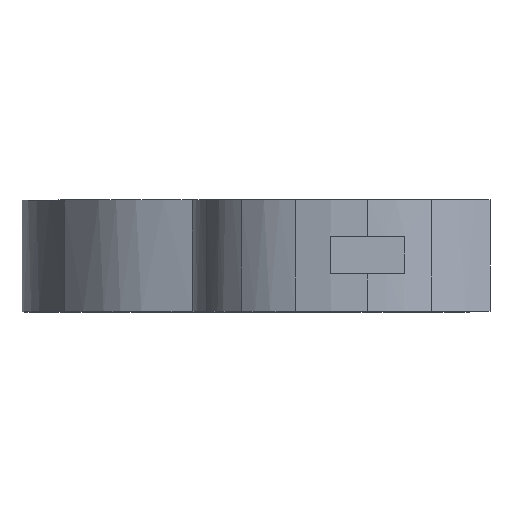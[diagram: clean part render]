
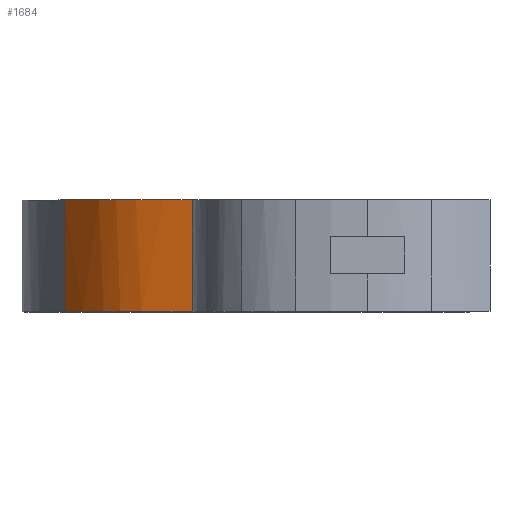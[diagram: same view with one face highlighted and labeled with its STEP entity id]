
A CAD part, top view. The second image highlights one B-rep face of the part: STEP entity #1684.
In plain terms, the highlighted free-form (B-spline) face has degree [3, 1] with [5, 2] control points.
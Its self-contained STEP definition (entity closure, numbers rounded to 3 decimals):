
#38=B_SPLINE_SURFACE_WITH_KNOTS('',3,1,((#2437,#2438),(#2439,#2440),(#2441,
#2442),(#2443,#2444),(#2445,#2446)),.UNSPECIFIED.,.F.,.F.,.F.,(4,1,4),(2,
2),(-0.85,-0.433,0.),(-0.3,0.3),.UNSPECIFIED.);
#122=FACE_OUTER_BOUND('',#218,.T.);
#218=EDGE_LOOP('',(#1229,#1230,#1231,#1232));
#321=LINE('',#2448,#426);
#322=LINE('',#2455,#427);
#426=VECTOR('',#1834,10.);
#427=VECTOR('',#1835,10.);
#516=B_SPLINE_CURVE_WITH_KNOTS('',3,(#2030,#2031,#2032,#2033,#2034),
 .UNSPECIFIED.,.F.,.F.,(4,1,4),(0.,0.433,0.85),
 .UNSPECIFIED.);
#562=B_SPLINE_CURVE_WITH_KNOTS('',3,(#2450,#2451,#2452,#2453,#2454),
 .UNSPECIFIED.,.F.,.F.,(4,1,4),(-0.85,-0.433,0.),
 .UNSPECIFIED.);
#684=VERTEX_POINT('',#2023);
#685=VERTEX_POINT('',#2029);
#730=VERTEX_POINT('',#2447);
#731=VERTEX_POINT('',#2449);
#867=EDGE_CURVE('',#684,#685,#516,.T.);
#926=EDGE_CURVE('',#730,#684,#321,.T.);
#927=EDGE_CURVE('',#731,#730,#562,.T.);
#928=EDGE_CURVE('',#685,#731,#322,.T.);
#1229=ORIENTED_EDGE('',*,*,#926,.F.);
#1230=ORIENTED_EDGE('',*,*,#927,.F.);
#1231=ORIENTED_EDGE('',*,*,#928,.F.);
#1232=ORIENTED_EDGE('',*,*,#867,.F.);
#1684=ADVANCED_FACE('',(#122),#38,.T.);
#1834=DIRECTION('',(0.,-1.,0.));
#1835=DIRECTION('',(0.,1.,0.));
#2023=CARTESIAN_POINT('',(9.705,-3.,30.23));
#2029=CARTESIAN_POINT('',(2.819,-3.,25.616));
#2030=CARTESIAN_POINT('Ctrl Pts',(9.705,-3.,30.23));
#2031=CARTESIAN_POINT('Ctrl Pts',(8.272,-3.,29.837));
#2032=CARTESIAN_POINT('Ctrl Pts',(5.458,-3.,29.066));
#2033=CARTESIAN_POINT('Ctrl Pts',(3.688,-3.,26.752));
#2034=CARTESIAN_POINT('Ctrl Pts',(2.819,-3.,25.616));
#2437=CARTESIAN_POINT('Ctrl Pts',(2.819,-3.,25.616));
#2438=CARTESIAN_POINT('Ctrl Pts',(2.819,3.,25.616));
#2439=CARTESIAN_POINT('Ctrl Pts',(3.688,-3.,26.752));
#2440=CARTESIAN_POINT('Ctrl Pts',(3.688,3.,26.752));
#2441=CARTESIAN_POINT('Ctrl Pts',(5.458,-3.,29.066));
#2442=CARTESIAN_POINT('Ctrl Pts',(5.458,3.,29.066));
#2443=CARTESIAN_POINT('Ctrl Pts',(8.272,-3.,29.837));
#2444=CARTESIAN_POINT('Ctrl Pts',(8.272,3.,29.837));
#2445=CARTESIAN_POINT('Ctrl Pts',(9.705,-3.,30.23));
#2446=CARTESIAN_POINT('Ctrl Pts',(9.705,3.,30.23));
#2447=CARTESIAN_POINT('',(9.705,3.,30.23));
#2448=CARTESIAN_POINT('',(9.705,0.,30.23));
#2449=CARTESIAN_POINT('',(2.819,3.,25.616));
#2450=CARTESIAN_POINT('Ctrl Pts',(2.819,3.,25.616));
#2451=CARTESIAN_POINT('Ctrl Pts',(3.688,3.,26.752));
#2452=CARTESIAN_POINT('Ctrl Pts',(5.458,3.,29.066));
#2453=CARTESIAN_POINT('Ctrl Pts',(8.272,3.,29.837));
#2454=CARTESIAN_POINT('Ctrl Pts',(9.705,3.,30.23));
#2455=CARTESIAN_POINT('',(2.819,0.,25.616));
